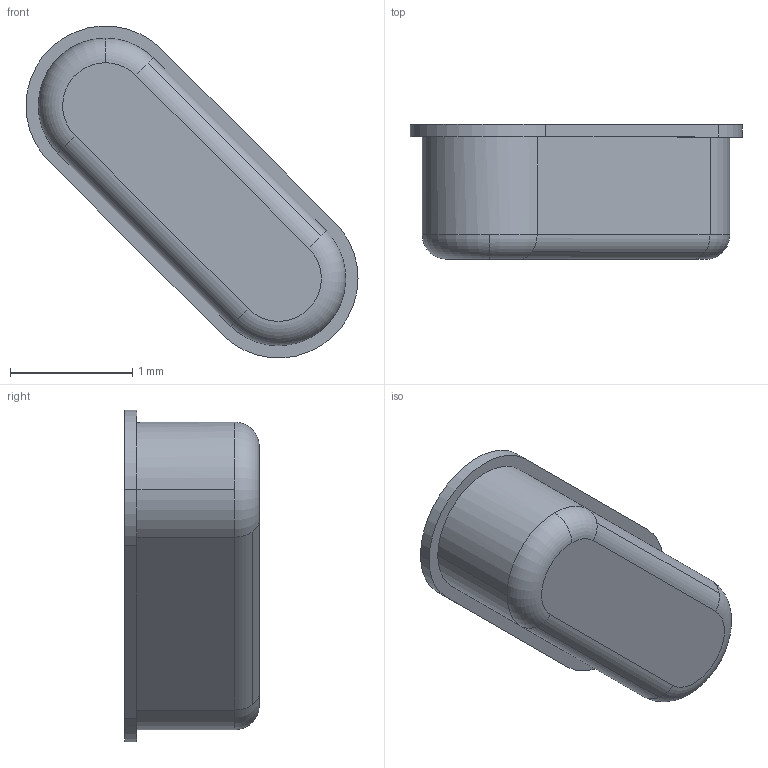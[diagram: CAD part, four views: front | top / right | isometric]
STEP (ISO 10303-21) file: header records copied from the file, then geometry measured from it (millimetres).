
FILE_DESCRIPTION (( 'STEP AP203' ), '1' );
FILE_NAME ('Crystal.step_Default_sldprt.STEP', '2024-05-06T01:20:06', ( '' ), ( '' ), 'SwSTEP 2.0', 'SolidWorks 2021', '' );
FILE_SCHEMA (( 'CONFIG_CONTROL_DESIGN' ));
Length unit declared in the file: millimetre
Products named in the file (1): Crystal.step_Default_sldprt
Bounding box: 2.71 x 1.1 x 2.71 mm (x, y, z)
Volume: 3.5 mm3; surface area: 15.5 mm2
Topology: 1 solids, 1 shells, 22 faces, 53 edges, 34 vertices
Faces by surface type: cylinder 12, plane 7, torus 3
Entity records: 731 total; most frequent: DIRECTION 128, CARTESIAN_POINT 110, ORIENTED_EDGE 106, EDGE_CURVE 53, AXIS2_PLACEMENT_3D 52, VERTEX_POINT 34, CIRCLE 29, VECTOR 24
